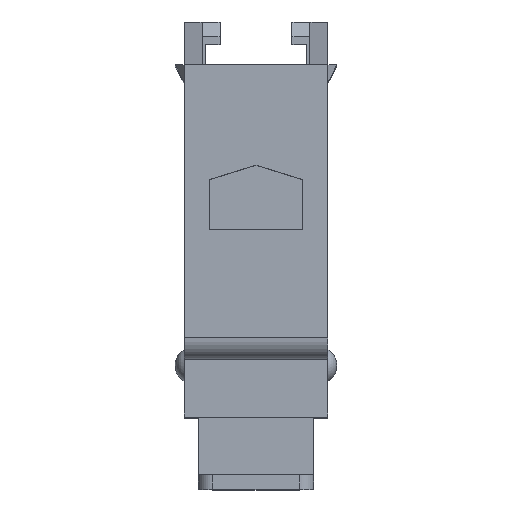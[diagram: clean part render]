
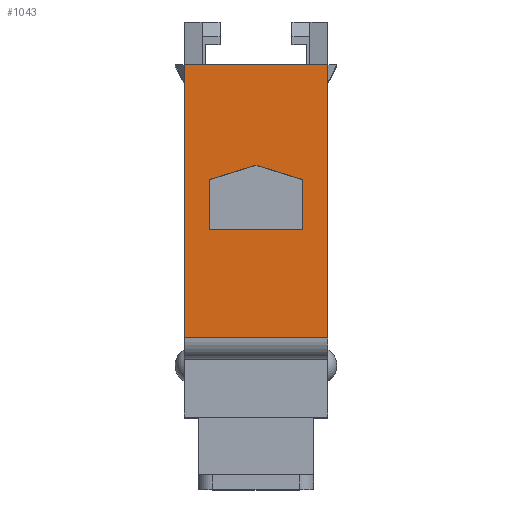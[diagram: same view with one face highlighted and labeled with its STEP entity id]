
A CAD part, top view. The second image highlights one B-rep face of the part: STEP entity #1043.
In plain terms, the highlighted face is planar.
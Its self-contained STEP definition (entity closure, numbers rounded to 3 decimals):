
#268=CARTESIAN_POINT('',(44.0,130.0,21.25));
#269=VERTEX_POINT('',#268);
#277=CARTESIAN_POINT('',(6.,130.0,21.25));
#278=VERTEX_POINT('',#277);
#279=CARTESIAN_POINT('',(6.,130.0,21.25));
#280=DIRECTION('',(1.0,0.0,0.0));
#281=VECTOR('',#280,38.0);
#282=LINE('',#279,#281);
#283=EDGE_CURVE('',#278,#269,#282,.T.);
#960=CARTESIAN_POINT('',(44.0,130.0,1.25));
#961=VERTEX_POINT('',#960);
#969=CARTESIAN_POINT('',(44.0,130.0,1.25));
#970=DIRECTION('',(0.0,0.0,1.0));
#971=VECTOR('',#970,20.0);
#972=LINE('',#969,#971);
#973=EDGE_CURVE('',#961,#269,#972,.T.);
#978=CARTESIAN_POINT('',(47.0,130.0,0.0));
#979=DIRECTION('',(0.0,1.0,0.0));
#980=DIRECTION('',(-1.0,0.0,0.0));
#981=AXIS2_PLACEMENT_3D('',#978,#979,#980);
#982=PLANE('',#981);
#983=ORIENTED_EDGE('',*,*,#973,.F.);
#984=CARTESIAN_POINT('',(6.,130.0,1.25));
#985=VERTEX_POINT('',#984);
#986=CARTESIAN_POINT('',(44.0,130.0,1.25));
#987=DIRECTION('',(-1.0,0.0,0.0));
#988=VECTOR('',#987,38.0);
#989=LINE('',#986,#988);
#990=EDGE_CURVE('',#961,#985,#989,.T.);
#991=ORIENTED_EDGE('',*,*,#990,.T.);
#992=CARTESIAN_POINT('',(6.,130.0,1.25));
#993=DIRECTION('',(0.0,0.0,1.0));
#994=VECTOR('',#993,20.0);
#995=LINE('',#992,#994);
#996=EDGE_CURVE('',#985,#278,#995,.T.);
#997=ORIENTED_EDGE('',*,*,#996,.T.);
#998=ORIENTED_EDGE('',*,*,#283,.T.);
#999=EDGE_LOOP('',(#983,#991,#997,#998));
#1000=FACE_OUTER_BOUND('',#999,.T.);
#1001=CARTESIAN_POINT('',(29.0,130.0,4.75));
#1002=VERTEX_POINT('',#1001);
#1003=CARTESIAN_POINT('',(29.0,130.0,17.75));
#1004=VERTEX_POINT('',#1003);
#1005=CARTESIAN_POINT('',(29.,130.0,4.75));
#1006=DIRECTION('',(0.0,0.0,1.0));
#1007=VECTOR('',#1006,13.);
#1008=LINE('',#1005,#1007);
#1009=EDGE_CURVE('',#1002,#1004,#1008,.T.);
#1010=ORIENTED_EDGE('',*,*,#1009,.T.);
#1011=CARTESIAN_POINT('',(22.,130.0,17.75));
#1012=VERTEX_POINT('',#1011);
#1013=CARTESIAN_POINT('',(29.0,130.0,17.75));
#1014=DIRECTION('',(-1.0,0.0,0.0));
#1015=VECTOR('',#1014,7.0);
#1016=LINE('',#1013,#1015);
#1017=EDGE_CURVE('',#1004,#1012,#1016,.T.);
#1018=ORIENTED_EDGE('',*,*,#1017,.T.);
#1019=CARTESIAN_POINT('',(20.,130.0,11.25));
#1020=VERTEX_POINT('',#1019);
#1021=CARTESIAN_POINT('',(22.0,130.0,17.75));
#1022=DIRECTION('',(-0.294,0.0,-0.956));
#1023=VECTOR('',#1022,6.801);
#1024=LINE('',#1021,#1023);
#1025=EDGE_CURVE('',#1012,#1020,#1024,.T.);
#1026=ORIENTED_EDGE('',*,*,#1025,.T.);
#1027=CARTESIAN_POINT('',(22.,130.0,4.75));
#1028=VERTEX_POINT('',#1027);
#1029=CARTESIAN_POINT('',(20.0,130.0,11.25));
#1030=DIRECTION('',(0.294,0.0,-0.956));
#1031=VECTOR('',#1030,6.801);
#1032=LINE('',#1029,#1031);
#1033=EDGE_CURVE('',#1020,#1028,#1032,.T.);
#1034=ORIENTED_EDGE('',*,*,#1033,.T.);
#1035=CARTESIAN_POINT('',(22.,130.0,4.75));
#1036=DIRECTION('',(1.0,0.0,0.0));
#1037=VECTOR('',#1036,7.0);
#1038=LINE('',#1035,#1037);
#1039=EDGE_CURVE('',#1028,#1002,#1038,.T.);
#1040=ORIENTED_EDGE('',*,*,#1039,.T.);
#1041=EDGE_LOOP('',(#1010,#1018,#1026,#1034,#1040));
#1042=FACE_BOUND('',#1041,.T.);
#1043=ADVANCED_FACE('',(#1000,#1042),#982,.T.);
